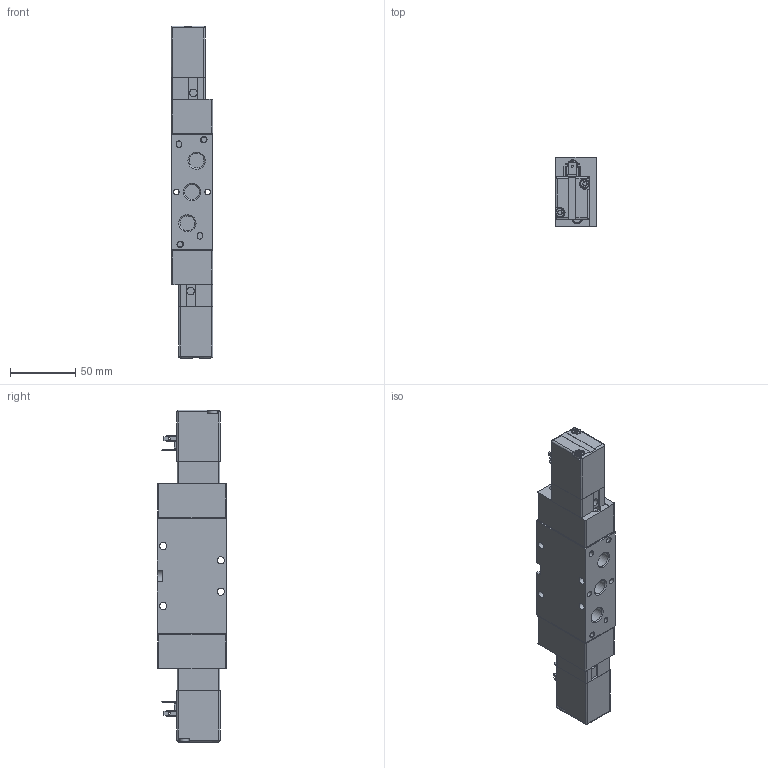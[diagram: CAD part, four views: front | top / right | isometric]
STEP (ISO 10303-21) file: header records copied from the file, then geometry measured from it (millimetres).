
FILE_DESCRIPTION(/* description */ ('STEP AP214'),/* implementation_level */ '2;1');
FILE_NAME(/* name */ '19137_JMVH-5-1_4-S-B',/* time_stamp */ '2024-08-29T15:52:33+02:00',/* author */ ('License CC BY-ND 4.0'),/* organization */ ('CADENAS'),/* preprocessor_version */ 'ST-DEVELOPER v19.3',/* originating_system */ 'PARTsolutions',/* authorisation */ ' ');
FILE_SCHEMA (('AUTOMOTIVE_DESIGN {1 0 10303 214 3 1 1}'));
Length unit declared in the file: millimetre
Products named in the file (3): 19137 JMVH-5-1/4-S-B---(1); 19137 JMVH-5-1/4-S-B---(H); V-Magnetspule 24V-DC---(C)
Assembly tree (3 placements, depth 2):
  19137 JMVH-5-1/4-S-B---(1)
    19137 JMVH-5-1/4-S-B---(H)
    V-Magnetspule 24V-DC---(C)  x2
Bounding box: 32 x 53 x 254 mm (x, y, z)
Volume: 312409.5 mm3; surface area: 56935.6 mm2
Topology: 3 solids, 3 shells, 419 faces, 1053 edges, 687 vertices
Faces by surface type: plane 235, cylinder 153, cone 27, torus 4
Full cylindrical faces by diameter (mm): 1.6 x6, 2.459 x2, 3.242 x4, 4 x4, 4.134 x2, 4.3 x2, 5.2 x2, 5.5 x4, 6 x2, 7 x4, 8 x4, 8.566 x2, 11.445 x5
Entity records: 9055 total; most frequent: CARTESIAN_POINT 1434, DIRECTION 1404, ORIENTED_EDGE 1248, EDGE_CURVE 624, AXIS2_PLACEMENT_3D 520, VERTEX_POINT 444, FACE_BOUND 398, EDGE_LOOP 394
